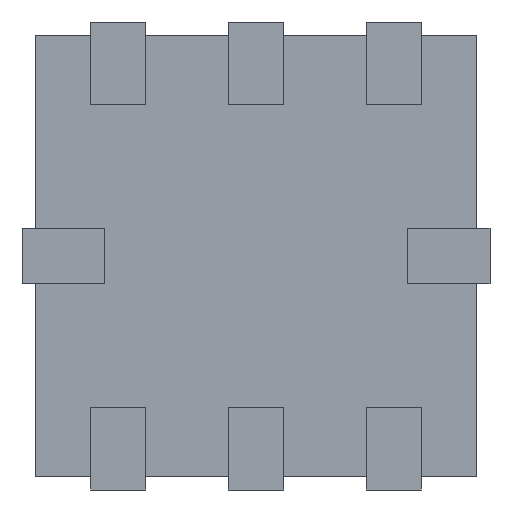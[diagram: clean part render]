
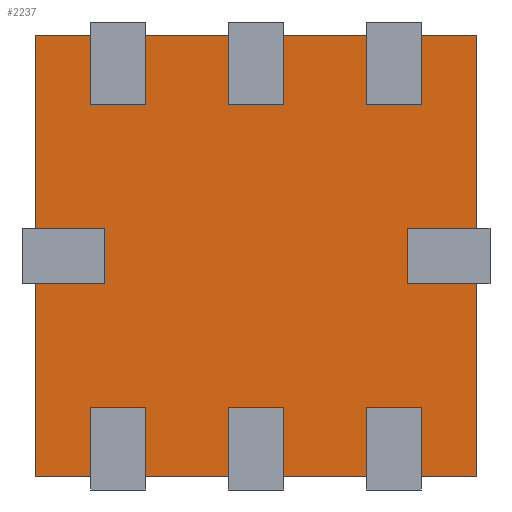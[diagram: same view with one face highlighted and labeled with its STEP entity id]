
A CAD part, front view. The second image highlights one B-rep face of the part: STEP entity #2237.
In plain terms, the highlighted planar face has unit normal (0, -1, 0).
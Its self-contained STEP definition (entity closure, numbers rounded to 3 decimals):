
#2080 = CARTESIAN_POINT ( 'NONE',  ( -0.8, 0.05, -0.8 ) ) ;
#2081 = VERTEX_POINT ( 'NONE', #2080 ) ;
#2082 = CARTESIAN_POINT ( 'NONE',  ( -0.8, 0.05, 0.8 ) ) ;
#2083 = VERTEX_POINT ( 'NONE', #2082 ) ;
#2084 = CARTESIAN_POINT ( 'NONE',  ( -0.8, 0.05, 0.8 ) ) ;
#2085 = DIRECTION ( 'NONE',  ( 0., 0., 1. ) ) ;
#2086 = VECTOR ( 'NONE', #2085, 1000. ) ;
#2087 = LINE ( 'NONE', #2084, #2086 ) ;
#2088 = EDGE_CURVE ( 'NONE', #2081, #2083, #2087, .T. ) ;
#2120 = CARTESIAN_POINT ( 'NONE',  ( 0.8, 0.05, 0.8 ) ) ;
#2121 = VERTEX_POINT ( 'NONE', #2120 ) ;
#2122 = CARTESIAN_POINT ( 'NONE',  ( 0.8, 0.05, 0.8 ) ) ;
#2123 = DIRECTION ( 'NONE',  ( 1., 0., 0. ) ) ;
#2124 = VECTOR ( 'NONE', #2123, 1000. ) ;
#2125 = LINE ( 'NONE', #2122, #2124 ) ;
#2126 = EDGE_CURVE ( 'NONE', #2083, #2121, #2125, .T. ) ;
#2151 = CARTESIAN_POINT ( 'NONE',  ( 0.8, 0.05, -0.8 ) ) ;
#2152 = VERTEX_POINT ( 'NONE', #2151 ) ;
#2153 = CARTESIAN_POINT ( 'NONE',  ( 0.8, 0.05, 0.8 ) ) ;
#2154 = DIRECTION ( 'NONE',  ( 0., 0., -1. ) ) ;
#2155 = VECTOR ( 'NONE', #2154, 1000. ) ;
#2156 = LINE ( 'NONE', #2153, #2155 ) ;
#2157 = EDGE_CURVE ( 'NONE', #2121, #2152, #2156, .T. ) ;
#2182 = CARTESIAN_POINT ( 'NONE',  ( 0.8, 0.05, -0.8 ) ) ;
#2183 = DIRECTION ( 'NONE',  ( -1., 0., 0. ) ) ;
#2184 = VECTOR ( 'NONE', #2183, 1000. ) ;
#2185 = LINE ( 'NONE', #2182, #2184 ) ;
#2186 = EDGE_CURVE ( 'NONE', #2152, #2081, #2185, .T. ) ;
#2226 = ORIENTED_EDGE ( 'NONE', *, *, #2088, .F. ) ;
#2227 = ORIENTED_EDGE ( 'NONE', *, *, #2186, .F. ) ;
#2228 = ORIENTED_EDGE ( 'NONE', *, *, #2157, .F. ) ;
#2229 = ORIENTED_EDGE ( 'NONE', *, *, #2126, .F. ) ;
#2230 = EDGE_LOOP ( 'NONE', ( #2226, #2227, #2228, #2229 ) ) ;
#2231 = FACE_OUTER_BOUND ( 'NONE', #2230, .T. ) ;
#2232 = CARTESIAN_POINT ( 'NONE',  ( 0., 0.05, 0. ) ) ;
#2233 = DIRECTION ( 'NONE',  ( 0., 1., 0. ) ) ;
#2234 = DIRECTION ( 'NONE',  ( 0., 0., 1. ) ) ;
#2235 = AXIS2_PLACEMENT_3D ( 'NONE', #2232, #2233, #2234 ) ;
#2236 = PLANE ( 'NONE', #2235 ) ;
#2237 = ADVANCED_FACE ( 'NONE', ( #2231 ), #2236, .F. ) ;
